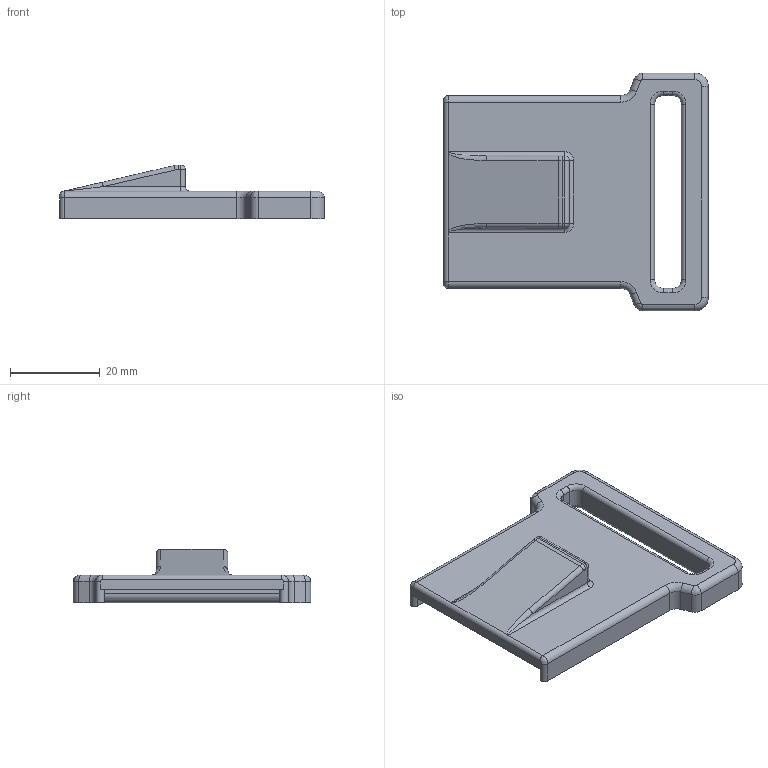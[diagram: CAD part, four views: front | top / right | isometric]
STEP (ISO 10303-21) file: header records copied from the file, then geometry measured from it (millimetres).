
FILE_DESCRIPTION(/* description */ (''),/* implementation_level */ '2;1');
FILE_NAME(/* name */ 'clip_1.step',/* time_stamp */ '2020-09-24T11:48:22+02:00',/* author */ (''),/* organization */ (''),/* preprocessor_version */ 'ST-DEVELOPER v18.1',/* originating_system */ 'Autodesk Translation Framework v9.3.0.1241',/* authorisation */ '');
FILE_SCHEMA (('AUTOMOTIVE_DESIGN { 1 0 10303 214 3 1 1 }'));
Length unit declared in the file: millimetre
Products named in the file (1): clip_1
Bounding box: 59 x 53 x 12 mm (x, y, z)
Volume: 11441.8 mm3; surface area: 7039.8 mm2
Topology: 1 solids, 1 shells, 87 faces, 205 edges, 120 vertices
Faces by surface type: cylinder 40, plane 23, torus 14, bspline 8, sphere 2
Entity records: 2600 total; most frequent: CARTESIAN_POINT 527, DIRECTION 467, ORIENTED_EDGE 410, EDGE_CURVE 205, AXIS2_PLACEMENT_3D 184, VERTEX_POINT 120, CIRCLE 100, LINE 99
